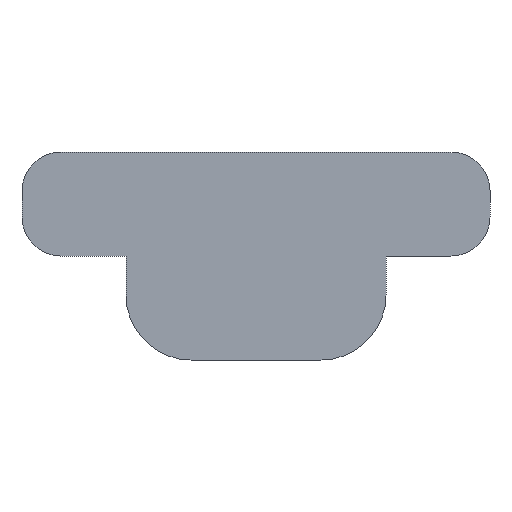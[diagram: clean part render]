
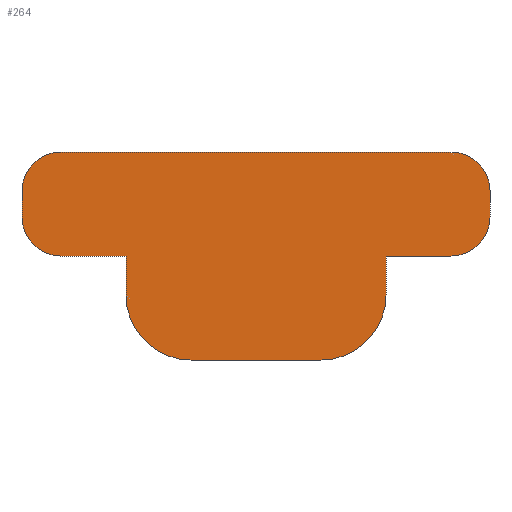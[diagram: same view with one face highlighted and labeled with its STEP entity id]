
A CAD part, front view. The second image highlights one B-rep face of the part: STEP entity #264.
In plain terms, the highlighted planar face has unit normal (0, -1, 0).
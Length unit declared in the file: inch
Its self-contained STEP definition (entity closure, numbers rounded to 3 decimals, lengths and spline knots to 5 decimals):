
#6 = VERTEX_POINT ( 'NONE', #1140 ) ;
#55 = LINE ( 'NONE', #1588, #632 ) ;
#56 = DIRECTION ( 'NONE',  ( 0., -1., 0. ) ) ;
#59 = EDGE_CURVE ( 'NONE', #558, #806, #94, .T. ) ;
#92 = ORIENTED_EDGE ( 'NONE', *, *, #1028, .F. ) ;
#94 = LINE ( 'NONE', #237, #126 ) ;
#110 = VERTEX_POINT ( 'NONE', #634 ) ;
#126 = VECTOR ( 'NONE', #989, 39.37008 ) ;
#140 = DIRECTION ( 'NONE',  ( 0., -1., 0. ) ) ;
#148 = DIRECTION ( 'NONE',  ( 0., -1., 0. ) ) ;
#179 = DIRECTION ( 'NONE',  ( 0., -1., 0. ) ) ;
#191 = CARTESIAN_POINT ( 'NONE',  ( 0.5, -0.45, -0.4 ) ) ;
#192 = ORIENTED_EDGE ( 'NONE', *, *, #503, .F. ) ;
#199 = DIRECTION ( 'NONE',  ( -1., 0., 0. ) ) ;
#201 = EDGE_CURVE ( 'NONE', #468, #1368, #581, .T. ) ;
#211 = DIRECTION ( 'NONE',  ( 1., 0., 0. ) ) ;
#234 = VECTOR ( 'NONE', #556, 39.37008 ) ;
#235 = DIRECTION ( 'NONE',  ( -1., 0., 0. ) ) ;
#237 = CARTESIAN_POINT ( 'NONE',  ( 0.9, -0.45, 0.4 ) ) ;
#240 = VECTOR ( 'NONE', #295, 39.37008 ) ;
#250 = AXIS2_PLACEMENT_3D ( 'NONE', #868, #988, #235 ) ;
#256 = CARTESIAN_POINT ( 'NONE',  ( -0.75, -0.45, 0.4 ) ) ;
#264 = ADVANCED_FACE ( 'NONE', ( #1408 ), #733, .F. ) ;
#274 = CIRCLE ( 'NONE', #1215, 0.25 ) ;
#286 = ORIENTED_EDGE ( 'NONE', *, *, #1341, .F. ) ;
#295 = DIRECTION ( 'NONE',  ( 0., 0., 1. ) ) ;
#297 = CARTESIAN_POINT ( 'NONE',  ( -0.75, -0.45, 0.15 ) ) ;
#348 = CARTESIAN_POINT ( 'NONE',  ( 0.75, -0.45, 0.25 ) ) ;
#381 = LINE ( 'NONE', #1317, #1065 ) ;
#391 = EDGE_CURVE ( 'NONE', #431, #500, #1218, .T. ) ;
#393 = EDGE_CURVE ( 'NONE', #500, #110, #1550, .T. ) ;
#419 = CARTESIAN_POINT ( 'NONE',  ( -0.9, -0.45, 0.25 ) ) ;
#425 = DIRECTION ( 'NONE',  ( -1., 0., 0. ) ) ;
#431 = VERTEX_POINT ( 'NONE', #1633 ) ;
#435 = CARTESIAN_POINT ( 'NONE',  ( 0.9, -0.45, 0.25 ) ) ;
#468 = VERTEX_POINT ( 'NONE', #1512 ) ;
#480 = DIRECTION ( 'NONE',  ( -1., 0., 0. ) ) ;
#500 = VERTEX_POINT ( 'NONE', #869 ) ;
#503 = EDGE_CURVE ( 'NONE', #6, #1535, #1395, .T. ) ;
#540 = CIRCLE ( 'NONE', #723, 0.15 ) ;
#548 = DIRECTION ( 'NONE',  ( 0., 0., -1. ) ) ;
#556 = DIRECTION ( 'NONE',  ( 0., 0., -1. ) ) ;
#558 = VERTEX_POINT ( 'NONE', #797 ) ;
#578 = VECTOR ( 'NONE', #199, 39.37008 ) ;
#581 = LINE ( 'NONE', #1189, #240 ) ;
#589 = CIRCLE ( 'NONE', #1083, 0.15 ) ;
#632 = VECTOR ( 'NONE', #1071, 39.37008 ) ;
#634 = CARTESIAN_POINT ( 'NONE',  ( -0.25, -0.45, -0.4 ) ) ;
#636 = EDGE_CURVE ( 'NONE', #806, #1650, #589, .T. ) ;
#656 = EDGE_LOOP ( 'NONE', ( #192, #1136, #1485, #867, #92, #1435, #745, #969, #1546, #1047, #1528, #782, #1155, #286 ) ) ;
#708 = AXIS2_PLACEMENT_3D ( 'NONE', #297, #1192, #425 ) ;
#723 = AXIS2_PLACEMENT_3D ( 'NONE', #899, #148, #1022 ) ;
#733 = PLANE ( 'NONE',  #250 ) ;
#740 = CIRCLE ( 'NONE', #1107, 0.15 ) ;
#745 = ORIENTED_EDGE ( 'NONE', *, *, #201, .F. ) ;
#769 = CARTESIAN_POINT ( 'NONE',  ( 0.75, -0.45, 0.4 ) ) ;
#777 = EDGE_CURVE ( 'NONE', #468, #1600, #1587, .T. ) ;
#782 = ORIENTED_EDGE ( 'NONE', *, *, #993, .F. ) ;
#797 = CARTESIAN_POINT ( 'NONE',  ( 0.9, -0.45, 0.15 ) ) ;
#806 = VERTEX_POINT ( 'NONE', #435 ) ;
#817 = CARTESIAN_POINT ( 'NONE',  ( -0.25, -0.45, -0.15 ) ) ;
#845 = VECTOR ( 'NONE', #211, 39.37008 ) ;
#855 = AXIS2_PLACEMENT_3D ( 'NONE', #817, #56, #940 ) ;
#867 = ORIENTED_EDGE ( 'NONE', *, *, #636, .T. ) ;
#868 = CARTESIAN_POINT ( 'NONE',  ( 0.5, -0.45, 0.4 ) ) ;
#869 = CARTESIAN_POINT ( 'NONE',  ( -0.5, -0.45, -0.15 ) ) ;
#885 = CARTESIAN_POINT ( 'NONE',  ( -0.75, -0.45, 0. ) ) ;
#890 = CARTESIAN_POINT ( 'NONE',  ( 0.25, -0.45, -0.15 ) ) ;
#899 = CARTESIAN_POINT ( 'NONE',  ( -0.75, -0.45, 0.25 ) ) ;
#926 = CARTESIAN_POINT ( 'NONE',  ( 0.75, -0.45, 0.15 ) ) ;
#935 = CARTESIAN_POINT ( 'NONE',  ( 0.5, -0.45, 0. ) ) ;
#940 = DIRECTION ( 'NONE',  ( -1., 0., 0. ) ) ;
#969 = ORIENTED_EDGE ( 'NONE', *, *, #777, .T. ) ;
#988 = DIRECTION ( 'NONE',  ( 0., 1., 0. ) ) ;
#989 = DIRECTION ( 'NONE',  ( 0., 0., 1. ) ) ;
#993 = EDGE_CURVE ( 'NONE', #1487, #110, #1608, .T. ) ;
#1013 = DIRECTION ( 'NONE',  ( -1., 0., 0. ) ) ;
#1022 = DIRECTION ( 'NONE',  ( -1., 0., 0. ) ) ;
#1028 = EDGE_CURVE ( 'NONE', #1643, #1650, #1553, .T. ) ;
#1038 = VERTEX_POINT ( 'NONE', #1354 ) ;
#1044 = VECTOR ( 'NONE', #1644, 39.37008 ) ;
#1047 = ORIENTED_EDGE ( 'NONE', *, *, #391, .T. ) ;
#1058 = DIRECTION ( 'NONE',  ( -1., 0., 0. ) ) ;
#1065 = VECTOR ( 'NONE', #548, 39.37008 ) ;
#1071 = DIRECTION ( 'NONE',  ( 1., 0., 0. ) ) ;
#1083 = AXIS2_PLACEMENT_3D ( 'NONE', #348, #1239, #480 ) ;
#1107 = AXIS2_PLACEMENT_3D ( 'NONE', #926, #179, #1058 ) ;
#1113 = EDGE_CURVE ( 'NONE', #6, #558, #740, .T. ) ;
#1136 = ORIENTED_EDGE ( 'NONE', *, *, #1113, .T. ) ;
#1140 = CARTESIAN_POINT ( 'NONE',  ( 0.75, -0.45, 0. ) ) ;
#1155 = ORIENTED_EDGE ( 'NONE', *, *, #1615, .T. ) ;
#1189 = CARTESIAN_POINT ( 'NONE',  ( -0.9, -0.45, 0.4 ) ) ;
#1192 = DIRECTION ( 'NONE',  ( 0., -1., 0. ) ) ;
#1215 = AXIS2_PLACEMENT_3D ( 'NONE', #890, #140, #1013 ) ;
#1218 = LINE ( 'NONE', #1326, #234 ) ;
#1239 = DIRECTION ( 'NONE',  ( 0., -1., 0. ) ) ;
#1242 = EDGE_CURVE ( 'NONE', #1643, #1368, #540, .T. ) ;
#1317 = CARTESIAN_POINT ( 'NONE',  ( 0.5, -0.45, 0.4 ) ) ;
#1326 = CARTESIAN_POINT ( 'NONE',  ( -0.5, -0.45, 0.4 ) ) ;
#1341 = EDGE_CURVE ( 'NONE', #1535, #1038, #381, .T. ) ;
#1349 = CARTESIAN_POINT ( 'NONE',  ( 0.5, -0.45, 0.4 ) ) ;
#1354 = CARTESIAN_POINT ( 'NONE',  ( 0.5, -0.45, -0.15 ) ) ;
#1368 = VERTEX_POINT ( 'NONE', #419 ) ;
#1388 = EDGE_CURVE ( 'NONE', #1600, #431, #55, .T. ) ;
#1395 = LINE ( 'NONE', #1518, #1044 ) ;
#1408 = FACE_OUTER_BOUND ( 'NONE', #656, .T. ) ;
#1435 = ORIENTED_EDGE ( 'NONE', *, *, #1242, .T. ) ;
#1449 = CARTESIAN_POINT ( 'NONE',  ( 0.25, -0.45, -0.4 ) ) ;
#1485 = ORIENTED_EDGE ( 'NONE', *, *, #59, .T. ) ;
#1487 = VERTEX_POINT ( 'NONE', #1449 ) ;
#1512 = CARTESIAN_POINT ( 'NONE',  ( -0.9, -0.45, 0.15 ) ) ;
#1518 = CARTESIAN_POINT ( 'NONE',  ( 0.9, -0.45, 0. ) ) ;
#1528 = ORIENTED_EDGE ( 'NONE', *, *, #393, .T. ) ;
#1535 = VERTEX_POINT ( 'NONE', #935 ) ;
#1546 = ORIENTED_EDGE ( 'NONE', *, *, #1388, .T. ) ;
#1550 = CIRCLE ( 'NONE', #855, 0.25 ) ;
#1553 = LINE ( 'NONE', #1349, #845 ) ;
#1587 = CIRCLE ( 'NONE', #708, 0.15 ) ;
#1588 = CARTESIAN_POINT ( 'NONE',  ( -0.9, -0.45, 0. ) ) ;
#1600 = VERTEX_POINT ( 'NONE', #885 ) ;
#1608 = LINE ( 'NONE', #191, #578 ) ;
#1615 = EDGE_CURVE ( 'NONE', #1487, #1038, #274, .T. ) ;
#1633 = CARTESIAN_POINT ( 'NONE',  ( -0.5, -0.45, 0. ) ) ;
#1643 = VERTEX_POINT ( 'NONE', #256 ) ;
#1644 = DIRECTION ( 'NONE',  ( -1., 0., 0. ) ) ;
#1650 = VERTEX_POINT ( 'NONE', #769 ) ;
